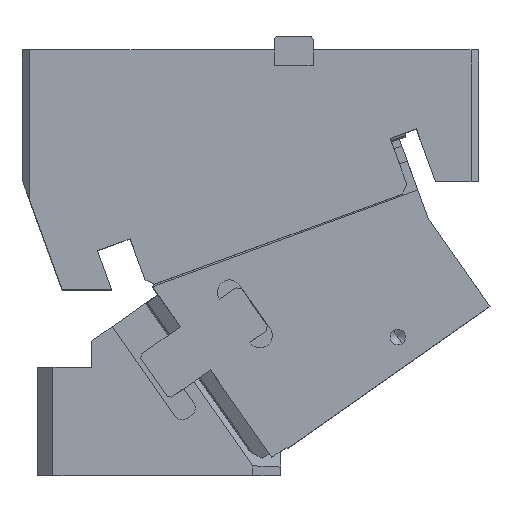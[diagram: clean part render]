
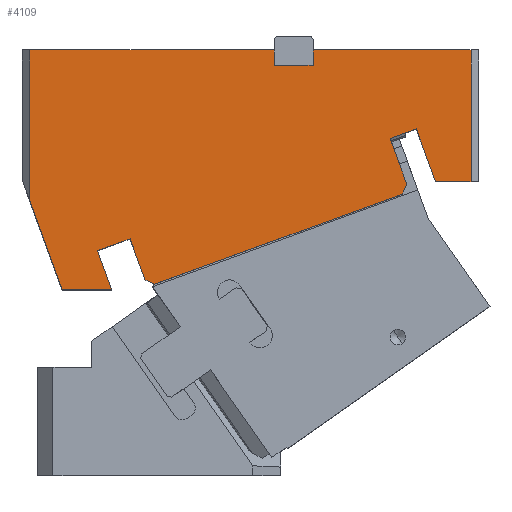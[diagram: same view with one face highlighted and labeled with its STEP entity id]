
A CAD part, top view. The second image highlights one B-rep face of the part: STEP entity #4109.
In plain terms, the highlighted planar face has unit normal (0, 0, 1).
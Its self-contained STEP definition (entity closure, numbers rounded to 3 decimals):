
#70=CARTESIAN_POINT('Vertex',(-97.,210.,55.)) ;
#73=CARTESIAN_POINT('Line Origine',(-97.,205.,55.)) ;
#77=CARTESIAN_POINT('Vertex',(-97.,200.,55.)) ;
#104=CARTESIAN_POINT('Line Origine',(-84.5,200.,55.)) ;
#108=CARTESIAN_POINT('Vertex',(-72.,200.,55.)) ;
#135=CARTESIAN_POINT('Line Origine',(-72.,205.,55.)) ;
#139=CARTESIAN_POINT('Vertex',(-72.,210.,55.)) ;
#166=CARTESIAN_POINT('Line Origine',(-21.,210.,55.)) ;
#170=CARTESIAN_POINT('Vertex',(30.,210.,55.)) ;
#586=CARTESIAN_POINT('Vertex',(-202.128,55.,55.)) ;
#589=CARTESIAN_POINT('Line Origine',(-218.091,55.,55.)) ;
#593=CARTESIAN_POINT('Vertex',(-234.054,55.,55.)) ;
#613=CARTESIAN_POINT('Line Origine',(-244.527,83.775,55.)) ;
#617=CARTESIAN_POINT('Vertex',(-255.,112.55,55.)) ;
#948=CARTESIAN_POINT('Vertex',(-255.,210.,55.)) ;
#951=CARTESIAN_POINT('Line Origine',(-176.,210.,55.)) ;
#2648=CARTESIAN_POINT('Line Origine',(0.851,142.018,55.)) ;
#2652=CARTESIAN_POINT('Vertex',(-5.343,159.036,55.)) ;
#2654=CARTESIAN_POINT('Vertex',(7.045,125.,55.)) ;
#2679=CARTESIAN_POINT('Line Origine',(-13.8,155.958,55.)) ;
#2683=CARTESIAN_POINT('Vertex',(-22.257,152.879,55.)) ;
#2906=CARTESIAN_POINT('Vertex',(30.,125.,55.)) ;
#2914=CARTESIAN_POINT('Line Origine',(30.,167.5,55.)) ;
#3262=CARTESIAN_POINT('Line Origine',(18.523,125.,55.)) ;
#3481=CARTESIAN_POINT('Vertex',(-174.22,58.727,55.)) ;
#3509=CARTESIAN_POINT('Vertex',(-14.472,116.871,55.)) ;
#3512=CARTESIAN_POINT('Line Origine',(-94.346,87.799,55.)) ;
#3608=CARTESIAN_POINT('Vertex',(-11.484,123.279,55.)) ;
#3611=CARTESIAN_POINT('Line Origine',(-12.978,120.075,55.)) ;
#4005=CARTESIAN_POINT('Line Origine',(-177.424,60.221,55.)) ;
#4009=CARTESIAN_POINT('Vertex',(-180.628,61.715,55.)) ;
#4047=CARTESIAN_POINT('Line Origine',(-255.,161.275,55.)) ;
#4059=CARTESIAN_POINT('Axis2P3D Location',(35.,210.,55.)) ;
#4064=CARTESIAN_POINT('Line Origine',(-185.415,74.866,55.)) ;
#4068=CARTESIAN_POINT('Vertex',(-190.201,88.016,55.)) ;
#4071=CARTESIAN_POINT('Line Origine',(-16.871,138.079,55.)) ;
#4076=CARTESIAN_POINT('Line Origine',(-206.736,67.66,55.)) ;
#4080=CARTESIAN_POINT('Vertex',(-211.344,80.321,55.)) ;
#4083=CARTESIAN_POINT('Line Origine',(-200.773,84.168,55.)) ;
#74=DIRECTION('Vector Direction',(0.,1.,0.)) ;
#105=DIRECTION('Vector Direction',(1.,0.,0.)) ;
#136=DIRECTION('Vector Direction',(0.,1.,0.)) ;
#167=DIRECTION('Vector Direction',(-1.,0.,0.)) ;
#590=DIRECTION('Vector Direction',(1.,0.,0.)) ;
#614=DIRECTION('Vector Direction',(0.342,-0.94,0.)) ;
#952=DIRECTION('Vector Direction',(-1.,0.,0.)) ;
#2649=DIRECTION('Vector Direction',(0.342,-0.94,0.)) ;
#2680=DIRECTION('Vector Direction',(0.94,0.342,0.)) ;
#2915=DIRECTION('Vector Direction',(0.,1.,0.)) ;
#3263=DIRECTION('Vector Direction',(1.,0.,0.)) ;
#3513=DIRECTION('Vector Direction',(0.94,0.342,0.)) ;
#3612=DIRECTION('Vector Direction',(0.423,0.906,0.)) ;
#4006=DIRECTION('Vector Direction',(0.906,-0.423,0.)) ;
#4048=DIRECTION('Vector Direction',(0.,-1.,0.)) ;
#4060=DIRECTION('Axis2P3D Direction',(0.,0.,1.)) ;
#4061=DIRECTION('Axis2P3D XDirection',(1.,0.,0.)) ;
#4065=DIRECTION('Vector Direction',(-0.342,0.94,0.)) ;
#4072=DIRECTION('Vector Direction',(-0.342,0.94,0.)) ;
#4077=DIRECTION('Vector Direction',(-0.342,0.94,0.)) ;
#4084=DIRECTION('Vector Direction',(-0.94,-0.342,0.)) ;
#4062=AXIS2_PLACEMENT_3D('Plane Axis2P3D',#4059,#4060,#4061) ;
#4089=ORIENTED_EDGE('',*,*,#4070,.F.) ;
#4090=ORIENTED_EDGE('',*,*,#4011,.T.) ;
#4091=ORIENTED_EDGE('',*,*,#3516,.T.) ;
#4092=ORIENTED_EDGE('',*,*,#3615,.T.) ;
#4093=ORIENTED_EDGE('',*,*,#4075,.T.) ;
#4094=ORIENTED_EDGE('',*,*,#2685,.T.) ;
#4095=ORIENTED_EDGE('',*,*,#2656,.T.) ;
#4096=ORIENTED_EDGE('',*,*,#3266,.T.) ;
#4097=ORIENTED_EDGE('',*,*,#2918,.T.) ;
#4098=ORIENTED_EDGE('',*,*,#172,.T.) ;
#4099=ORIENTED_EDGE('',*,*,#141,.F.) ;
#4100=ORIENTED_EDGE('',*,*,#110,.F.) ;
#4101=ORIENTED_EDGE('',*,*,#79,.T.) ;
#4102=ORIENTED_EDGE('',*,*,#955,.T.) ;
#4103=ORIENTED_EDGE('',*,*,#4051,.T.) ;
#4104=ORIENTED_EDGE('',*,*,#619,.T.) ;
#4105=ORIENTED_EDGE('',*,*,#595,.T.) ;
#4106=ORIENTED_EDGE('',*,*,#4082,.T.) ;
#4107=ORIENTED_EDGE('',*,*,#4087,.F.) ;
#75=VECTOR('Line Direction',#74,1.) ;
#106=VECTOR('Line Direction',#105,1.) ;
#137=VECTOR('Line Direction',#136,1.) ;
#168=VECTOR('Line Direction',#167,1.) ;
#591=VECTOR('Line Direction',#590,1.) ;
#615=VECTOR('Line Direction',#614,1.) ;
#953=VECTOR('Line Direction',#952,1.) ;
#2650=VECTOR('Line Direction',#2649,1.) ;
#2681=VECTOR('Line Direction',#2680,1.) ;
#2916=VECTOR('Line Direction',#2915,1.) ;
#3264=VECTOR('Line Direction',#3263,1.) ;
#3514=VECTOR('Line Direction',#3513,1.) ;
#3613=VECTOR('Line Direction',#3612,1.) ;
#4007=VECTOR('Line Direction',#4006,1.) ;
#4049=VECTOR('Line Direction',#4048,1.) ;
#4066=VECTOR('Line Direction',#4065,1.) ;
#4073=VECTOR('Line Direction',#4072,1.) ;
#4078=VECTOR('Line Direction',#4077,1.) ;
#4085=VECTOR('Line Direction',#4084,1.) ;
#4109=ADVANCED_FACE('CAM HOLDER',(#4108),#4063,.T.) ;
#79=EDGE_CURVE('',#78,#71,#76,.T.) ;
#110=EDGE_CURVE('',#78,#109,#107,.T.) ;
#141=EDGE_CURVE('',#109,#140,#138,.T.) ;
#172=EDGE_CURVE('',#171,#140,#169,.T.) ;
#595=EDGE_CURVE('',#594,#587,#592,.T.) ;
#619=EDGE_CURVE('',#618,#594,#616,.T.) ;
#955=EDGE_CURVE('',#71,#949,#954,.T.) ;
#2656=EDGE_CURVE('',#2653,#2655,#2651,.T.) ;
#2685=EDGE_CURVE('',#2684,#2653,#2682,.T.) ;
#2918=EDGE_CURVE('',#2907,#171,#2917,.T.) ;
#3266=EDGE_CURVE('',#2655,#2907,#3265,.T.) ;
#3516=EDGE_CURVE('',#3482,#3510,#3515,.T.) ;
#3615=EDGE_CURVE('',#3510,#3609,#3614,.T.) ;
#4011=EDGE_CURVE('',#4010,#3482,#4008,.T.) ;
#4051=EDGE_CURVE('',#949,#618,#4050,.T.) ;
#4070=EDGE_CURVE('',#4010,#4069,#4067,.T.) ;
#4075=EDGE_CURVE('',#3609,#2684,#4074,.T.) ;
#4082=EDGE_CURVE('',#587,#4081,#4079,.T.) ;
#4087=EDGE_CURVE('',#4069,#4081,#4086,.T.) ;
#4088=EDGE_LOOP('',(#4089,#4090,#4091,#4092,#4093,#4094,#4095,#4096,#4097,#4098,#4099,#4100,#4101,#4102,#4103,#4104,#4105,#4106,#4107)) ;
#4108=FACE_OUTER_BOUND('',#4088,.T.) ;
#76=LINE('Line',#73,#75) ;
#107=LINE('Line',#104,#106) ;
#138=LINE('Line',#135,#137) ;
#169=LINE('Line',#166,#168) ;
#592=LINE('Line',#589,#591) ;
#616=LINE('Line',#613,#615) ;
#954=LINE('Line',#951,#953) ;
#2651=LINE('Line',#2648,#2650) ;
#2682=LINE('Line',#2679,#2681) ;
#2917=LINE('Line',#2914,#2916) ;
#3265=LINE('Line',#3262,#3264) ;
#3515=LINE('Line',#3512,#3514) ;
#3614=LINE('Line',#3611,#3613) ;
#4008=LINE('Line',#4005,#4007) ;
#4050=LINE('Line',#4047,#4049) ;
#4067=LINE('Line',#4064,#4066) ;
#4074=LINE('Line',#4071,#4073) ;
#4079=LINE('Line',#4076,#4078) ;
#4086=LINE('Line',#4083,#4085) ;
#4063=PLANE('Plane',#4062) ;
#71=VERTEX_POINT('',#70) ;
#78=VERTEX_POINT('',#77) ;
#109=VERTEX_POINT('',#108) ;
#140=VERTEX_POINT('',#139) ;
#171=VERTEX_POINT('',#170) ;
#587=VERTEX_POINT('',#586) ;
#594=VERTEX_POINT('',#593) ;
#618=VERTEX_POINT('',#617) ;
#949=VERTEX_POINT('',#948) ;
#2653=VERTEX_POINT('',#2652) ;
#2655=VERTEX_POINT('',#2654) ;
#2684=VERTEX_POINT('',#2683) ;
#2907=VERTEX_POINT('',#2906) ;
#3482=VERTEX_POINT('',#3481) ;
#3510=VERTEX_POINT('',#3509) ;
#3609=VERTEX_POINT('',#3608) ;
#4010=VERTEX_POINT('',#4009) ;
#4069=VERTEX_POINT('',#4068) ;
#4081=VERTEX_POINT('',#4080) ;
